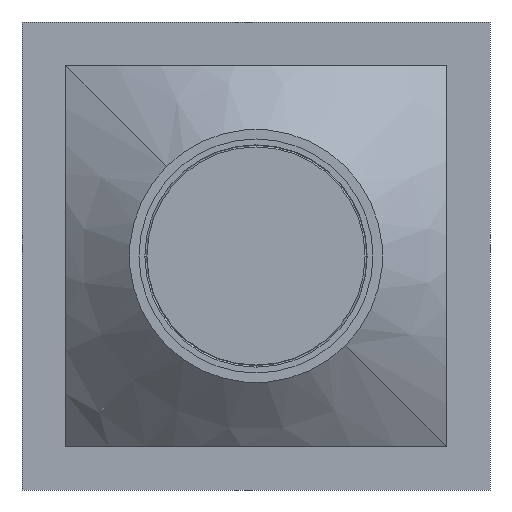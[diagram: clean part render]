
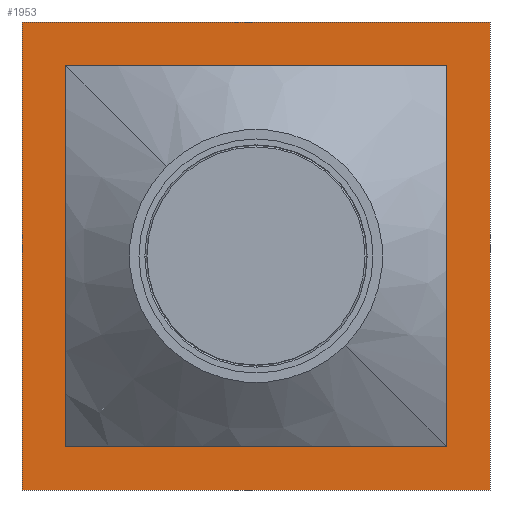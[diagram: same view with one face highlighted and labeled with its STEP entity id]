
A CAD part, left-side view. The second image highlights one B-rep face of the part: STEP entity #1953.
In plain terms, the highlighted face is planar.
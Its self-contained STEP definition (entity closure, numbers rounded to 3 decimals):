
#1776=DIRECTION('',(0.,0.,1.));
#1777=VECTOR('',#1776,16.);
#1778=CARTESIAN_POINT('',(-8.,1.3,-8.));
#1779=LINE('',#1778,#1777);
#1783=DIRECTION('',(-1.,0.,0.));
#1784=VECTOR('',#1783,16.);
#1785=CARTESIAN_POINT('',(8.,1.3,-8.));
#1786=LINE('',#1785,#1784);
#1790=DIRECTION('',(0.,0.,-1.));
#1791=VECTOR('',#1790,16.);
#1792=CARTESIAN_POINT('',(8.,1.3,8.));
#1793=LINE('',#1792,#1791);
#1797=DIRECTION('',(1.,0.,0.));
#1798=VECTOR('',#1797,16.);
#1799=CARTESIAN_POINT('',(-8.,1.3,8.));
#1800=LINE('',#1799,#1798);
#1804=CARTESIAN_POINT('',(0.,1.3,0.));
#1805=DIRECTION('',(0.,1.,0.));
#1806=DIRECTION('',(1.,0.,0.));
#1807=AXIS2_PLACEMENT_3D('',#1804,#1805,#1806);
#1812=CARTESIAN_POINT('',(0.,1.3,0.));
#1813=DIRECTION('',(0.,1.,0.));
#1814=DIRECTION('',(-1.,0.,0.));
#1815=AXIS2_PLACEMENT_3D('',#1812,#1813,#1814);
#1842=CARTESIAN_POINT('',(-8.,1.3,-8.));
#1843=CARTESIAN_POINT('',(-8.,1.3,8.));
#1844=VERTEX_POINT('',#1842);
#1845=VERTEX_POINT('',#1843);
#1846=CARTESIAN_POINT('',(8.,1.3,8.));
#1847=VERTEX_POINT('',#1846);
#1848=CARTESIAN_POINT('',(8.,1.3,-8.));
#1849=VERTEX_POINT('',#1848);
#1854=CARTESIAN_POINT('',(4.25,1.3,0.));
#1855=CARTESIAN_POINT('',(-4.25,1.3,0.));
#1856=VERTEX_POINT('',#1854);
#1857=VERTEX_POINT('',#1855);
#1936=CARTESIAN_POINT('',(0.,1.3,0.));
#1937=DIRECTION('',(0.,1.,0.));
#1938=DIRECTION('',(1.,0.,0.));
#1939=AXIS2_PLACEMENT_3D('',#1936,#1937,#1938);
#1940=PLANE('',#1939);
#1941=ORIENTED_EDGE('',*,*,#1888,.F.);
#1942=ORIENTED_EDGE('',*,*,#1903,.F.);
#1943=ORIENTED_EDGE('',*,*,#1917,.F.);
#1944=ORIENTED_EDGE('',*,*,#1930,.F.);
#1945=EDGE_LOOP('',(#1941,#1942,#1943,#1944));
#1946=FACE_OUTER_BOUND('',#1945,.F.);
#1948=ORIENTED_EDGE('',*,*,#1947,.T.);
#1950=ORIENTED_EDGE('',*,*,#1949,.T.);
#1951=EDGE_LOOP('',(#1948,#1950));
#1952=FACE_BOUND('',#1951,.F.);
#1808=CIRCLE('',#1807,4.25);
#1816=CIRCLE('',#1815,4.25);
#1888=EDGE_CURVE('',#1844,#1845,#1779,.T.);
#1903=EDGE_CURVE('',#1849,#1844,#1786,.T.);
#1917=EDGE_CURVE('',#1847,#1849,#1793,.T.);
#1930=EDGE_CURVE('',#1845,#1847,#1800,.T.);
#1947=EDGE_CURVE('',#1856,#1857,#1808,.T.);
#1949=EDGE_CURVE('',#1857,#1856,#1816,.T.);
#1953=ADVANCED_FACE('',(#1946,#1952),#1940,.T.);
